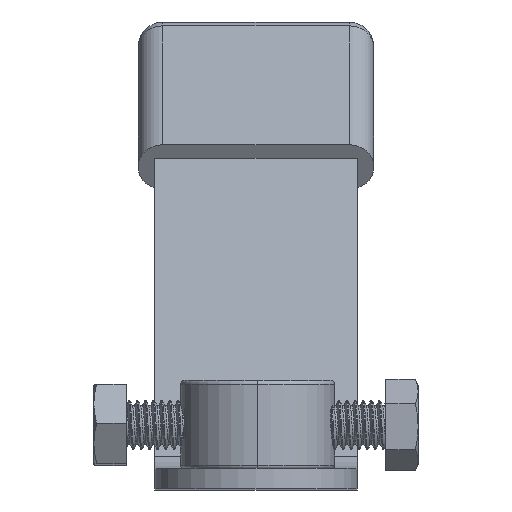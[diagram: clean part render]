
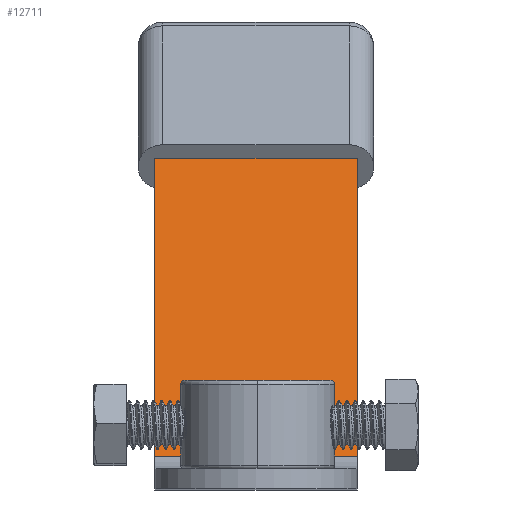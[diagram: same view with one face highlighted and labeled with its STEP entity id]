
A CAD part, top view. The second image highlights one B-rep face of the part: STEP entity #12711.
In plain terms, the highlighted face is planar.
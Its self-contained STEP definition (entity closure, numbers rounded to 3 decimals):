
#32 = VECTOR ( 'NONE', #9391, 1000. ) ;
#1453 = CARTESIAN_POINT ( 'NONE',  ( 58.541, 0., 38.498 ) ) ;
#3009 = PLANE ( 'NONE',  #12689 ) ;
#3363 = CARTESIAN_POINT ( 'NONE',  ( 58.541, 12.5, 38.498 ) ) ;
#5354 = VERTEX_POINT ( 'NONE', #12460 ) ;
#5581 = LINE ( 'NONE', #1453, #34269 ) ;
#6094 = EDGE_LOOP ( 'NONE', ( #29741, #25565, #7961, #29072 ) ) ;
#7961 = ORIENTED_EDGE ( 'NONE', *, *, #8135, .T. ) ;
#8135 = EDGE_CURVE ( 'NONE', #26627, #5354, #37043, .T. ) ;
#8510 = CARTESIAN_POINT ( 'NONE',  ( -0.585, 0., 0.101 ) ) ;
#8592 = DIRECTION ( 'NONE',  ( 0.839, 0., 0.545 ) ) ;
#9153 = CARTESIAN_POINT ( 'NONE',  ( 1.744, 0., 1.613 ) ) ;
#9329 = VERTEX_POINT ( 'NONE', #34624 ) ;
#9391 = DIRECTION ( 'NONE',  ( 0., 1., 0. ) ) ;
#11009 = DIRECTION ( 'NONE',  ( 0.839, 0., 0.545 ) ) ;
#11585 = DIRECTION ( 'NONE',  ( -0.839, 0., -0.545 ) ) ;
#12460 = CARTESIAN_POINT ( 'NONE',  ( 1.744, 12.5, 1.613 ) ) ;
#12512 = EDGE_CURVE ( 'NONE', #9329, #5354, #25129, .T. ) ;
#12689 = AXIS2_PLACEMENT_3D ( 'NONE', #8510, #28210, #11009 ) ;
#12711 = ADVANCED_FACE ( 'NONE', ( #31819 ), #3009, .T. ) ;
#13535 = CARTESIAN_POINT ( 'NONE',  ( 58.541, -12.5, 38.498 ) ) ;
#17478 = CARTESIAN_POINT ( 'NONE',  ( 82.024, -12.5, 53.748 ) ) ;
#18935 = VECTOR ( 'NONE', #8592, 1000. ) ;
#19597 = EDGE_CURVE ( 'NONE', #9329, #36385, #29713, .T. ) ;
#24530 = VECTOR ( 'NONE', #11585, 1000. ) ;
#25114 = EDGE_CURVE ( 'NONE', #36385, #26627, #5581, .T. ) ;
#25129 = LINE ( 'NONE', #9153, #32 ) ;
#25565 = ORIENTED_EDGE ( 'NONE', *, *, #25114, .T. ) ;
#25672 = CARTESIAN_POINT ( 'NONE',  ( 82.024, 12.5, 53.748 ) ) ;
#26627 = VERTEX_POINT ( 'NONE', #3363 ) ;
#28210 = DIRECTION ( 'NONE',  ( -0.545, 0., 0.839 ) ) ;
#29072 = ORIENTED_EDGE ( 'NONE', *, *, #12512, .F. ) ;
#29713 = LINE ( 'NONE', #17478, #18935 ) ;
#29741 = ORIENTED_EDGE ( 'NONE', *, *, #19597, .T. ) ;
#31819 = FACE_OUTER_BOUND ( 'NONE', #6094, .T. ) ;
#33027 = DIRECTION ( 'NONE',  ( 0., 1., 0. ) ) ;
#34269 = VECTOR ( 'NONE', #33027, 1000. ) ;
#34624 = CARTESIAN_POINT ( 'NONE',  ( 1.744, -12.5, 1.613 ) ) ;
#36385 = VERTEX_POINT ( 'NONE', #13535 ) ;
#37043 = LINE ( 'NONE', #25672, #24530 ) ;
